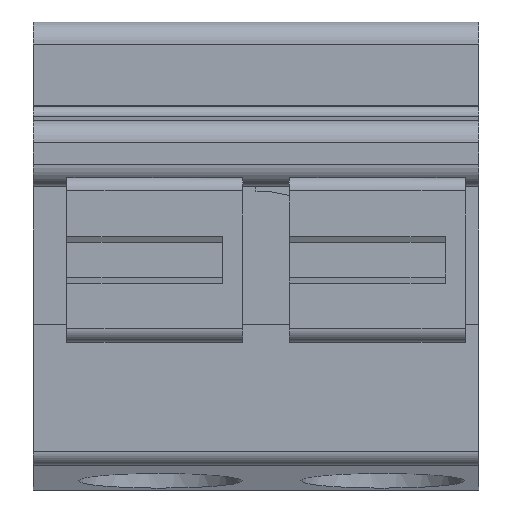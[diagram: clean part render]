
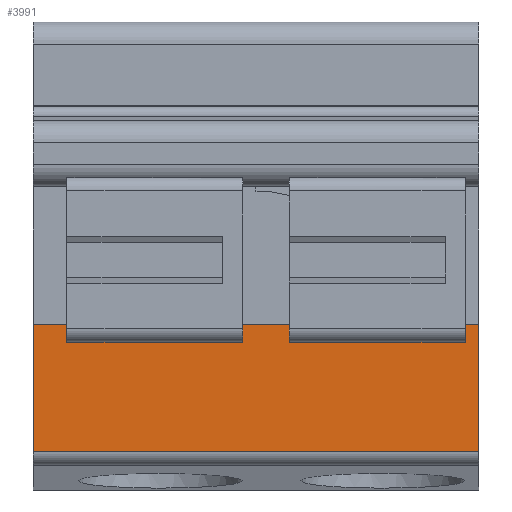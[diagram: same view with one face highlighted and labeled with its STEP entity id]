
A CAD part, top view. The second image highlights one B-rep face of the part: STEP entity #3991.
In plain terms, the highlighted planar face has unit normal (0, 0, 1).
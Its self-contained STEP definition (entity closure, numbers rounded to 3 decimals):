
#2757=CARTESIAN_POINT('',(-5.,-4.106,10.1));
#2758=VERTEX_POINT('',#2757);
#2766=CARTESIAN_POINT('',(-5.,-1.25,10.1));
#2767=VERTEX_POINT('',#2766);
#2768=CARTESIAN_POINT('',(-5.,-4.106,10.1));
#2769=DIRECTION('',(0.0,1.0,0.0));
#2770=VECTOR('',#2769,2.856);
#2771=LINE('',#2768,#2770);
#2772=EDGE_CURVE('',#2758,#2767,#2771,.T.);
#3924=CARTESIAN_POINT('',(5.,-4.106,10.1));
#3925=VERTEX_POINT('',#3924);
#3926=CARTESIAN_POINT('',(-5.,-4.106,10.1));
#3927=DIRECTION('',(1.0,0.0,0.0));
#3928=VECTOR('',#3927,10.);
#3929=LINE('',#3926,#3928);
#3930=EDGE_CURVE('',#2758,#3925,#3929,.T.);
#3958=CARTESIAN_POINT('',(5.,-1.25,10.1));
#3959=VERTEX_POINT('',#3958);
#3960=CARTESIAN_POINT('',(-5.,-1.25,10.1));
#3961=DIRECTION('',(1.0,0.0,0.0));
#3962=VECTOR('',#3961,10.);
#3963=LINE('',#3960,#3962);
#3964=EDGE_CURVE('',#2767,#3959,#3963,.T.);
#3975=CARTESIAN_POINT('',(-5.5,-4.249,10.1));
#3976=DIRECTION('',(0.0,0.0,1.0));
#3977=DIRECTION('',(0.0,-1.0,0.0));
#3978=AXIS2_PLACEMENT_3D('',#3975,#3976,#3977);
#3979=PLANE('',#3978);
#3980=ORIENTED_EDGE('',*,*,#3964,.F.);
#3981=ORIENTED_EDGE('',*,*,#2772,.F.);
#3982=ORIENTED_EDGE('',*,*,#3930,.T.);
#3983=CARTESIAN_POINT('',(5.,-4.106,10.1));
#3984=DIRECTION('',(0.0,1.0,0.0));
#3985=VECTOR('',#3984,2.856);
#3986=LINE('',#3983,#3985);
#3987=EDGE_CURVE('',#3925,#3959,#3986,.T.);
#3988=ORIENTED_EDGE('',*,*,#3987,.T.);
#3989=EDGE_LOOP('',(#3980,#3981,#3982,#3988));
#3990=FACE_OUTER_BOUND('',#3989,.T.);
#3991=ADVANCED_FACE('',(#3990),#3979,.T.);
